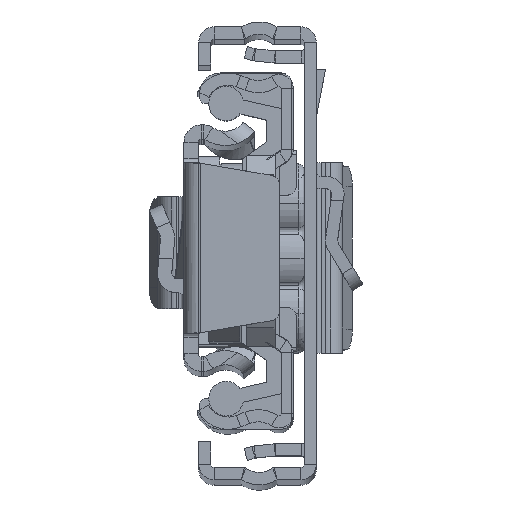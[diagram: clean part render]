
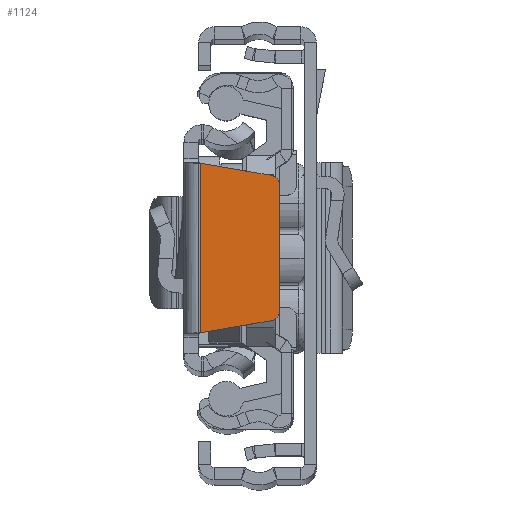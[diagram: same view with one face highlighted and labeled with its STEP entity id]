
A CAD part, top view. The second image highlights one B-rep face of the part: STEP entity #1124.
In plain terms, the highlighted planar face has unit normal (0, 0, 1).
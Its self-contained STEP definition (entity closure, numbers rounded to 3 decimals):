
#161 = DIRECTION ( 'NONE',  ( 0., 1., 0. ) ) ;
#1124 = ADVANCED_FACE ( 'NONE', ( #21007 ), #19039, .F. ) ;
#2401 = EDGE_LOOP ( 'NONE', ( #10133, #13658, #17974, #7160, #13427, #7180 ) ) ;
#2661 = CARTESIAN_POINT ( 'NONE',  ( 8.4, 6.156, 0. ) ) ;
#4013 = DIRECTION ( 'NONE',  ( 0., 0., 1. ) ) ;
#4186 = AXIS2_PLACEMENT_3D ( 'NONE', #2661, #11103, #9278 ) ;
#4496 = VERTEX_POINT ( 'NONE', #14546 ) ;
#5009 = AXIS2_PLACEMENT_3D ( 'NONE', #13742, #4013, #20394 ) ;
#5324 = CARTESIAN_POINT ( 'NONE',  ( 8.568, 7.142, 0. ) ) ;
#5984 = VERTEX_POINT ( 'NONE', #21342 ) ;
#6023 = CIRCLE ( 'NONE', #8813, 1. ) ;
#6853 = DIRECTION ( 'NONE',  ( 0., 0., 1. ) ) ;
#7160 = ORIENTED_EDGE ( 'NONE', *, *, #17818, .T. ) ;
#7180 = ORIENTED_EDGE ( 'NONE', *, *, #19284, .T. ) ;
#8813 = AXIS2_PLACEMENT_3D ( 'NONE', #13233, #6853, #19881 ) ;
#9152 = VERTEX_POINT ( 'NONE', #14586 ) ;
#9278 = DIRECTION ( 'NONE',  ( 1., 0., 0. ) ) ;
#9582 = DIRECTION ( 'NONE',  ( -0.986, 0.168, 0. ) ) ;
#9975 = CARTESIAN_POINT ( 'NONE',  ( 8.568, -7.142, 0. ) ) ;
#10133 = ORIENTED_EDGE ( 'NONE', *, *, #17178, .T. ) ;
#10188 = CARTESIAN_POINT ( 'NONE',  ( 8.568, -7.142, 0. ) ) ;
#10366 = VERTEX_POINT ( 'NONE', #9975 ) ;
#10974 = CARTESIAN_POINT ( 'NONE',  ( 1.5, 8.35, 0. ) ) ;
#11103 = DIRECTION ( 'NONE',  ( 0., 0., -1. ) ) ;
#11314 = LINE ( 'NONE', #18263, #12314 ) ;
#11507 = LINE ( 'NONE', #10188, #16367 ) ;
#12240 = LINE ( 'NONE', #13841, #18544 ) ;
#12314 = VECTOR ( 'NONE', #161, 1000. ) ;
#12435 = DIRECTION ( 'NONE',  ( 0., -1., 0. ) ) ;
#12617 = CIRCLE ( 'NONE', #5009, 1. ) ;
#12900 = EDGE_CURVE ( 'NONE', #17728, #21033, #12617, .T. ) ;
#13233 = CARTESIAN_POINT ( 'NONE',  ( 8.4, -6.156, 0. ) ) ;
#13427 = ORIENTED_EDGE ( 'NONE', *, *, #12900, .T. ) ;
#13658 = ORIENTED_EDGE ( 'NONE', *, *, #16619, .T. ) ;
#13742 = CARTESIAN_POINT ( 'NONE',  ( 8.4, 6.156, 0. ) ) ;
#13841 = CARTESIAN_POINT ( 'NONE',  ( 1.6, -8.333, 0. ) ) ;
#14546 = CARTESIAN_POINT ( 'NONE',  ( 1.6, -8.333, 0. ) ) ;
#14586 = CARTESIAN_POINT ( 'NONE',  ( 9.4, -6.156, 0. ) ) ;
#16084 = EDGE_CURVE ( 'NONE', #10366, #9152, #6023, .T. ) ;
#16367 = VECTOR ( 'NONE', #16794, 1000. ) ;
#16619 = EDGE_CURVE ( 'NONE', #4496, #10366, #11507, .T. ) ;
#16794 = DIRECTION ( 'NONE',  ( 0.986, 0.168, 0. ) ) ;
#17178 = EDGE_CURVE ( 'NONE', #5984, #4496, #12240, .T. ) ;
#17728 = VERTEX_POINT ( 'NONE', #19677 ) ;
#17818 = EDGE_CURVE ( 'NONE', #9152, #17728, #11314, .T. ) ;
#17974 = ORIENTED_EDGE ( 'NONE', *, *, #16084, .T. ) ;
#18263 = CARTESIAN_POINT ( 'NONE',  ( 9.4, 6.156, 0. ) ) ;
#18544 = VECTOR ( 'NONE', #12435, 1000. ) ;
#18920 = LINE ( 'NONE', #10974, #20314 ) ;
#19039 = PLANE ( 'NONE',  #4186 ) ;
#19284 = EDGE_CURVE ( 'NONE', #21033, #5984, #18920, .T. ) ;
#19677 = CARTESIAN_POINT ( 'NONE',  ( 9.4, 6.156, 0. ) ) ;
#19881 = DIRECTION ( 'NONE',  ( 1., 0., 0. ) ) ;
#20314 = VECTOR ( 'NONE', #9582, 1000. ) ;
#20394 = DIRECTION ( 'NONE',  ( 1., 0., 0. ) ) ;
#21007 = FACE_OUTER_BOUND ( 'NONE', #2401, .T. ) ;
#21033 = VERTEX_POINT ( 'NONE', #5324 ) ;
#21342 = CARTESIAN_POINT ( 'NONE',  ( 1.6, 8.333, 0. ) ) ;
